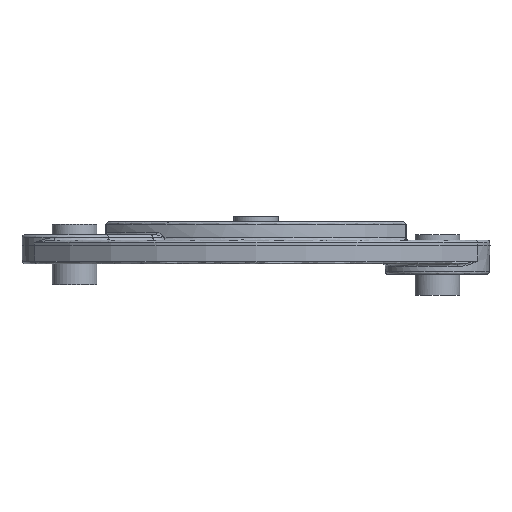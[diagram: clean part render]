
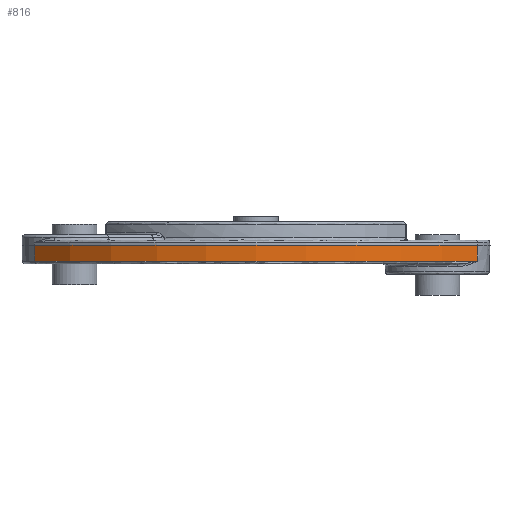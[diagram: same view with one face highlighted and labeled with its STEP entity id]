
A CAD part, front view. The second image highlights one B-rep face of the part: STEP entity #816.
In plain terms, the highlighted conical face has half-angle 1.5 degrees and reference radius 55 mm.
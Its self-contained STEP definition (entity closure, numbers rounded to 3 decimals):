
#413 = VERTEX_POINT('',#414);
#414 = CARTESIAN_POINT('',(42.132,-35.353,-14.5));
#421 = EDGE_CURVE('',#422,#413,#424,.T.);
#422 = VERTEX_POINT('',#423);
#423 = CARTESIAN_POINT('',(42.072,-35.303,
    -17.513));
#424 = LINE('',#425,#426);
#425 = CARTESIAN_POINT('',(42.102,-35.328,
    -16.007));
#426 = VECTOR('',#427,1.);
#427 = DIRECTION('',(0.02,-0.017,
    1.));
#816 = ADVANCED_FACE('',(#817),#844,.T.);
#817 = FACE_BOUND('',#818,.T.);
#818 = EDGE_LOOP('',(#819,#828,#829,#838));
#819 = ORIENTED_EDGE('',*,*,#820,.F.);
#820 = EDGE_CURVE('',#422,#821,#823,.T.);
#821 = VERTEX_POINT('',#822);
#822 = CARTESIAN_POINT('',(-42.072,-35.303,
    -17.513));
#823 = CIRCLE('',#824,54.921);
#824 = AXIS2_PLACEMENT_3D('',#825,#826,#827);
#825 = CARTESIAN_POINT('',(0.,0.,-17.513));
#826 = DIRECTION('',(0.,0.,-1.));
#827 = DIRECTION('',(1.,0.,0.));
#828 = ORIENTED_EDGE('',*,*,#421,.T.);
#829 = ORIENTED_EDGE('',*,*,#830,.T.);
#830 = EDGE_CURVE('',#413,#831,#833,.T.);
#831 = VERTEX_POINT('',#832);
#832 = CARTESIAN_POINT('',(-42.132,-35.353,-14.5));
#833 = CIRCLE('',#834,55.);
#834 = AXIS2_PLACEMENT_3D('',#835,#836,#837);
#835 = CARTESIAN_POINT('',(0.,0.,-14.5));
#836 = DIRECTION('',(0.,0.,-1.));
#837 = DIRECTION('',(1.,0.,0.));
#838 = ORIENTED_EDGE('',*,*,#839,.T.);
#839 = EDGE_CURVE('',#831,#821,#840,.T.);
#840 = LINE('',#841,#842);
#841 = CARTESIAN_POINT('',(-42.102,-35.328,
    -16.007));
#842 = VECTOR('',#843,1.);
#843 = DIRECTION('',(0.02,0.017,
    -1.));
#844 = CONICAL_SURFACE('',#845,55.,0.026);
#845 = AXIS2_PLACEMENT_3D('',#846,#847,#848);
#846 = CARTESIAN_POINT('',(0.,0.,-14.5));
#847 = DIRECTION('',(0.,0.,1.));
#848 = DIRECTION('',(1.,0.,0.));
